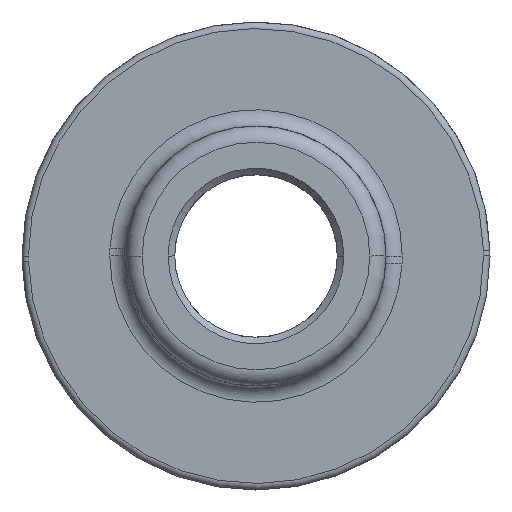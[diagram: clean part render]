
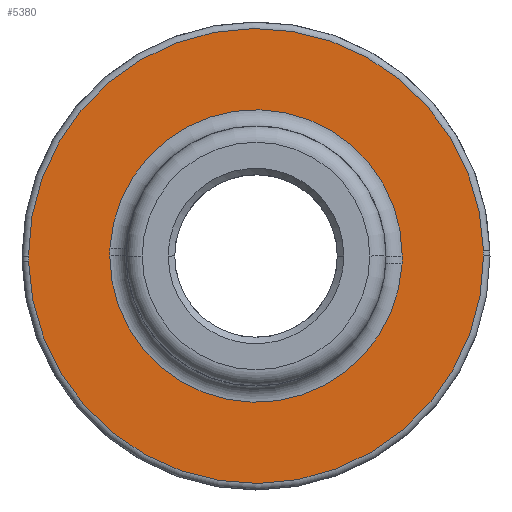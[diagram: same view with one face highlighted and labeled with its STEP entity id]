
A CAD part, front view. The second image highlights one B-rep face of the part: STEP entity #5380.
In plain terms, the highlighted planar face has unit normal (0, -1, 0).
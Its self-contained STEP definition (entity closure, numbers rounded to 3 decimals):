
#679=CARTESIAN_POINT('Vertex',(4.5,-10.2,0.)) ;
#682=CARTESIAN_POINT('Axis2P3D Location',(0.,-10.2,0.)) ;
#686=CARTESIAN_POINT('Vertex',(-4.493,-10.2,0.246)) ;
#706=CARTESIAN_POINT('Axis2P3D Location',(0.,-10.2,0.)) ;
#710=CARTESIAN_POINT('Vertex',(-4.5,-10.2,0.)) ;
#732=CARTESIAN_POINT('Axis2P3D Location',(0.,-10.2,0.)) ;
#736=CARTESIAN_POINT('Vertex',(4.493,-10.2,-0.246)) ;
#756=CARTESIAN_POINT('Axis2P3D Location',(0.,-10.2,0.)) ;
#973=CARTESIAN_POINT('Vertex',(6.998,-10.2,0.157)) ;
#980=CARTESIAN_POINT('Vertex',(-7.,-10.2,0.)) ;
#983=CARTESIAN_POINT('Axis2P3D Location',(0.,-10.2,0.)) ;
#1000=CARTESIAN_POINT('Axis2P3D Location',(0.,-10.2,0.)) ;
#1004=CARTESIAN_POINT('Vertex',(7.,-10.2,0.)) ;
#1088=CARTESIAN_POINT('Vertex',(-6.998,-10.2,-0.157)) ;
#1091=CARTESIAN_POINT('Axis2P3D Location',(0.,-10.2,0.)) ;
#1108=CARTESIAN_POINT('Axis2P3D Location',(0.,-10.2,0.)) ;
#5363=CARTESIAN_POINT('Axis2P3D Location',(0.,-10.2,0.)) ;
#683=DIRECTION('Axis2P3D Direction',(0.,1.,0.)) ;
#707=DIRECTION('Axis2P3D Direction',(0.,1.,0.)) ;
#733=DIRECTION('Axis2P3D Direction',(0.,1.,0.)) ;
#757=DIRECTION('Axis2P3D Direction',(0.,1.,0.)) ;
#984=DIRECTION('Axis2P3D Direction',(0.,1.,0.)) ;
#1001=DIRECTION('Axis2P3D Direction',(0.,1.,0.)) ;
#1092=DIRECTION('Axis2P3D Direction',(-0.,1.,0.)) ;
#1109=DIRECTION('Axis2P3D Direction',(-0.,1.,0.)) ;
#5364=DIRECTION('Axis2P3D Direction',(-0.,1.,0.)) ;
#5365=DIRECTION('Axis2P3D XDirection',(1.,0.,0.)) ;
#684=AXIS2_PLACEMENT_3D('Circle Axis2P3D',#682,#683,$) ;
#708=AXIS2_PLACEMENT_3D('Circle Axis2P3D',#706,#707,$) ;
#734=AXIS2_PLACEMENT_3D('Circle Axis2P3D',#732,#733,$) ;
#758=AXIS2_PLACEMENT_3D('Circle Axis2P3D',#756,#757,$) ;
#985=AXIS2_PLACEMENT_3D('Circle Axis2P3D',#983,#984,$) ;
#1002=AXIS2_PLACEMENT_3D('Circle Axis2P3D',#1000,#1001,$) ;
#1093=AXIS2_PLACEMENT_3D('Circle Axis2P3D',#1091,#1092,$) ;
#1110=AXIS2_PLACEMENT_3D('Circle Axis2P3D',#1108,#1109,$) ;
#5366=AXIS2_PLACEMENT_3D('Plane Axis2P3D',#5363,#5364,#5365) ;
#5369=ORIENTED_EDGE('',*,*,#1112,.F.) ;
#5370=ORIENTED_EDGE('',*,*,#1095,.F.) ;
#5371=ORIENTED_EDGE('',*,*,#1006,.F.) ;
#5372=ORIENTED_EDGE('',*,*,#987,.F.) ;
#5375=ORIENTED_EDGE('',*,*,#760,.F.) ;
#5376=ORIENTED_EDGE('',*,*,#738,.F.) ;
#5377=ORIENTED_EDGE('',*,*,#712,.F.) ;
#5378=ORIENTED_EDGE('',*,*,#688,.F.) ;
#5379=FACE_BOUND('',#5374,.T.) ;
#5380=ADVANCED_FACE('MANIFOLD_SOLID_BREP #1591',(#5373,#5379),#5367,.F.) ;
#685=CIRCLE('generated circle',#684,4.5) ;
#709=CIRCLE('generated circle',#708,4.5) ;
#735=CIRCLE('generated circle',#734,4.5) ;
#759=CIRCLE('generated circle',#758,4.5) ;
#986=CIRCLE('generated circle',#985,7.) ;
#1003=CIRCLE('generated circle',#1002,7.) ;
#1094=CIRCLE('generated circle',#1093,7.) ;
#1111=CIRCLE('generated circle',#1110,7.) ;
#688=EDGE_CURVE('',#680,#687,#685,.F.) ;
#712=EDGE_CURVE('',#687,#711,#709,.F.) ;
#738=EDGE_CURVE('',#711,#737,#735,.F.) ;
#760=EDGE_CURVE('',#737,#680,#759,.F.) ;
#987=EDGE_CURVE('',#981,#974,#986,.T.) ;
#1006=EDGE_CURVE('',#974,#1005,#1003,.T.) ;
#1095=EDGE_CURVE('',#1005,#1089,#1094,.T.) ;
#1112=EDGE_CURVE('',#1089,#981,#1111,.T.) ;
#5368=EDGE_LOOP('',(#5369,#5370,#5371,#5372)) ;
#5374=EDGE_LOOP('',(#5375,#5376,#5377,#5378)) ;
#5373=FACE_OUTER_BOUND('',#5368,.T.) ;
#5367=PLANE('',#5366) ;
#680=VERTEX_POINT('',#679) ;
#687=VERTEX_POINT('',#686) ;
#711=VERTEX_POINT('',#710) ;
#737=VERTEX_POINT('',#736) ;
#974=VERTEX_POINT('',#973) ;
#981=VERTEX_POINT('',#980) ;
#1005=VERTEX_POINT('',#1004) ;
#1089=VERTEX_POINT('',#1088) ;
